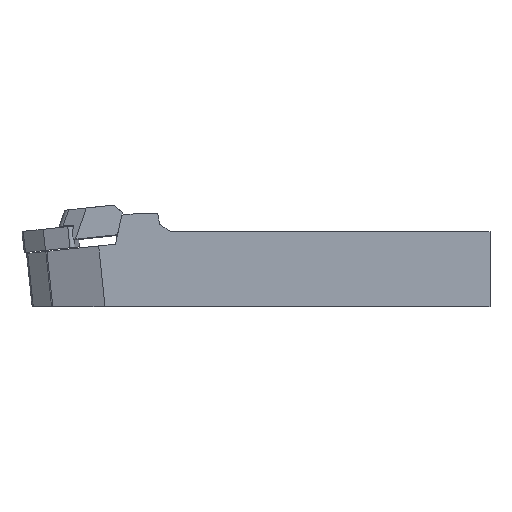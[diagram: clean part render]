
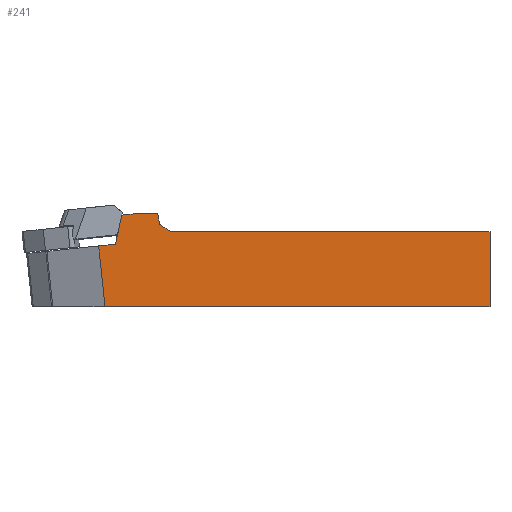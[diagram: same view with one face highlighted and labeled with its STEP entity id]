
A CAD part, front view. The second image highlights one B-rep face of the part: STEP entity #241.
In plain terms, the highlighted planar face has unit normal (0, -1, 0).
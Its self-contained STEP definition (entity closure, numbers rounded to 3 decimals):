
#241=ADVANCED_FACE('',(#371),#324,.T.);
#324=PLANE('',#1640);
#371=FACE_OUTER_BOUND('',#452,.T.);
#452=EDGE_LOOP('',(#546,#547,#548,#549,#550,#551,#552,#553,#554,#555));
#546=ORIENTED_EDGE('',*,*,#1132,.F.);
#547=ORIENTED_EDGE('',*,*,#1133,.F.);
#548=ORIENTED_EDGE('',*,*,#1134,.F.);
#549=ORIENTED_EDGE('',*,*,#1135,.T.);
#550=ORIENTED_EDGE('',*,*,#1136,.T.);
#551=ORIENTED_EDGE('',*,*,#1137,.F.);
#552=ORIENTED_EDGE('',*,*,#1138,.T.);
#553=ORIENTED_EDGE('',*,*,#1139,.F.);
#554=ORIENTED_EDGE('',*,*,#1140,.F.);
#555=ORIENTED_EDGE('',*,*,#1141,.T.);
#988=VERTEX_POINT('',#2137);
#989=VERTEX_POINT('',#2138);
#990=VERTEX_POINT('',#2140);
#991=VERTEX_POINT('',#2142);
#992=VERTEX_POINT('',#2144);
#993=VERTEX_POINT('',#2146);
#994=VERTEX_POINT('',#2148);
#995=VERTEX_POINT('',#2150);
#996=VERTEX_POINT('',#2152);
#997=VERTEX_POINT('',#2154);
#1132=EDGE_CURVE('',#988,#989,#1353,.T.);
#1133=EDGE_CURVE('',#990,#988,#1354,.T.);
#1134=EDGE_CURVE('',#991,#990,#1355,.T.);
#1135=EDGE_CURVE('',#991,#992,#1356,.T.);
#1136=EDGE_CURVE('',#992,#993,#1357,.T.);
#1137=EDGE_CURVE('',#994,#993,#1358,.T.);
#1138=EDGE_CURVE('',#994,#995,#1359,.T.);
#1139=EDGE_CURVE('',#996,#995,#1360,.T.);
#1140=EDGE_CURVE('',#997,#996,#1361,.T.);
#1141=EDGE_CURVE('',#997,#989,#1362,.T.);
#1353=LINE('',#2136,#1499);
#1354=LINE('',#2139,#1500);
#1355=LINE('',#2141,#1501);
#1356=LINE('',#2143,#1502);
#1357=LINE('',#2145,#1503);
#1358=LINE('',#2147,#1504);
#1359=LINE('',#2149,#1505);
#1360=LINE('',#2151,#1506);
#1361=LINE('',#2153,#1507);
#1362=LINE('',#2155,#1508);
#1499=VECTOR('',#1761,1.);
#1500=VECTOR('',#1762,1.);
#1501=VECTOR('',#1763,1.);
#1502=VECTOR('',#1764,1.);
#1503=VECTOR('',#1765,1.);
#1504=VECTOR('',#1766,1.);
#1505=VECTOR('',#1767,1.);
#1506=VECTOR('',#1768,1.);
#1507=VECTOR('',#1769,1.);
#1508=VECTOR('',#1770,1.);
#1640=AXIS2_PLACEMENT_3D('',#2156,#1771,#1772);
#1761=DIRECTION('',(0.216,0.,0.976));
#1762=DIRECTION('',(0.995,0.,0.105));
#1763=DIRECTION('',(-0.105,0.,0.995));
#1764=DIRECTION('',(1.,0.,0.));
#1765=DIRECTION('',(0.,0.,1.));
#1766=DIRECTION('',(1.,0.,0.));
#1767=DIRECTION('',(-0.819,0.,0.574));
#1768=DIRECTION('',(0.174,0.,-0.985));
#1769=DIRECTION('',(1.,0.,0.));
#1770=DIRECTION('',(-0.995,0.,-0.105));
#1771=DIRECTION('',(0.,-1.,0.));
#1772=DIRECTION('',(1.,0.,0.));
#2136=CARTESIAN_POINT('',(-92.554,10.821,-14.664));
#2137=CARTESIAN_POINT('',(-88.783,10.821,2.347));
#2138=CARTESIAN_POINT('',(-87.413,10.821,8.524));
#2139=CARTESIAN_POINT('',(-110.246,10.821,0.091));
#2140=CARTESIAN_POINT('',(-92.331,10.821,1.974));
#2141=CARTESIAN_POINT('',(-91.165,10.821,-9.117));
#2142=CARTESIAN_POINT('',(-90.967,10.821,-11.));
#2143=CARTESIAN_POINT('',(-109.08,10.821,-11.));
#2144=CARTESIAN_POINT('',(-9.08,10.821,-11.));
#2145=CARTESIAN_POINT('',(-9.08,10.821,-11.));
#2146=CARTESIAN_POINT('',(-9.08,10.821,5.));
#2147=CARTESIAN_POINT('',(-109.08,10.821,5.));
#2148=CARTESIAN_POINT('',(-77.08,10.821,5.));
#2149=CARTESIAN_POINT('',(-79.362,10.821,6.598));
#2150=CARTESIAN_POINT('',(-79.362,10.821,6.598));
#2151=CARTESIAN_POINT('',(-77.249,10.821,-5.387));
#2152=CARTESIAN_POINT('',(-79.75,10.821,8.8));
#2153=CARTESIAN_POINT('',(-109.08,10.821,8.8));
#2154=CARTESIAN_POINT('',(-84.788,10.821,8.8));
#2155=CARTESIAN_POINT('',(-110.873,10.821,6.058));
#2156=CARTESIAN_POINT('',(-109.08,10.821,-11.));
